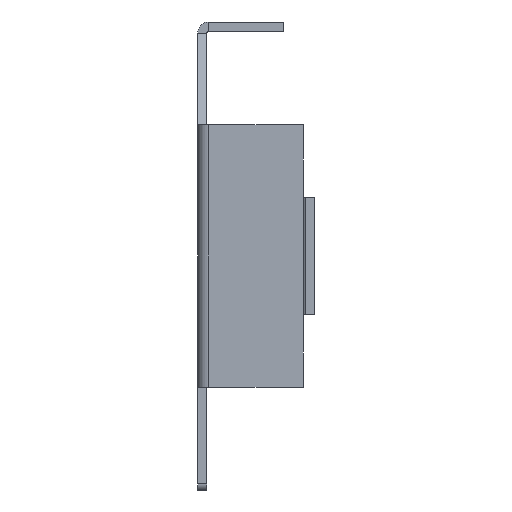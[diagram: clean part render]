
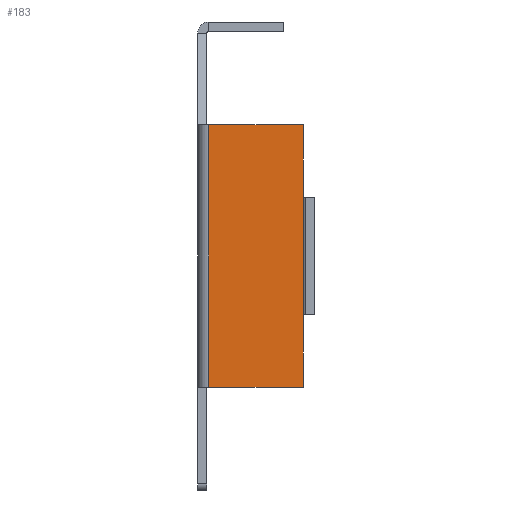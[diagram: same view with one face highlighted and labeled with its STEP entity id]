
A CAD part, left-side view. The second image highlights one B-rep face of the part: STEP entity #183.
In plain terms, the highlighted planar face has unit normal (-1, 0, 0).
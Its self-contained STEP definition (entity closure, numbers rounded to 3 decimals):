
#69 = DIRECTION ( 'NONE',  ( 0., 0., -1. ) ) ;
#183 = ADVANCED_FACE ( 'NONE', ( #984 ), #615, .T. ) ;
#202 = CARTESIAN_POINT ( 'NONE',  ( -6.6, 0.3, 3.565 ) ) ;
#258 = LINE ( 'NONE', #2811, #2282 ) ;
#402 = EDGE_CURVE ( 'NONE', #2720, #2740, #547, .T. ) ;
#495 = EDGE_CURVE ( 'NONE', #1478, #2720, #1519, .T. ) ;
#519 = CARTESIAN_POINT ( 'NONE',  ( -6.6, 0.3, 3.565 ) ) ;
#547 = LINE ( 'NONE', #2283, #2060 ) ;
#615 = PLANE ( 'NONE',  #1640 ) ;
#647 = CARTESIAN_POINT ( 'NONE',  ( -6.6, 0., 0. ) ) ;
#694 = EDGE_CURVE ( 'NONE', #2293, #726, #2292, .T. ) ;
#726 = VERTEX_POINT ( 'NONE', #842 ) ;
#842 = CARTESIAN_POINT ( 'NONE',  ( -6.6, 2.87, -3.565 ) ) ;
#984 = FACE_OUTER_BOUND ( 'NONE', #1261, .T. ) ;
#1085 = DIRECTION ( 'NONE',  ( -1., 0., 0. ) ) ;
#1261 = EDGE_LOOP ( 'NONE', ( #1353, #1618, #1894, #1960, #2295, #1857 ) ) ;
#1281 = DIRECTION ( 'NONE',  ( 0., -1., 0. ) ) ;
#1339 = CARTESIAN_POINT ( 'NONE',  ( -6.6, 2.87, 0. ) ) ;
#1353 = ORIENTED_EDGE ( 'NONE', *, *, #694, .F. ) ;
#1433 = VECTOR ( 'NONE', #69, 1000. ) ;
#1478 = VERTEX_POINT ( 'NONE', #202 ) ;
#1480 = CARTESIAN_POINT ( 'NONE',  ( -6.6, 0.3, 3.565 ) ) ;
#1519 = LINE ( 'NONE', #1480, #2716 ) ;
#1618 = ORIENTED_EDGE ( 'NONE', *, *, #2759, .F. ) ;
#1632 = CARTESIAN_POINT ( 'NONE',  ( -6.6, 0.3, 1.59 ) ) ;
#1640 = AXIS2_PLACEMENT_3D ( 'NONE', #647, #1085, #1975 ) ;
#1824 = EDGE_CURVE ( 'NONE', #2725, #726, #2837, .T. ) ;
#1857 = ORIENTED_EDGE ( 'NONE', *, *, #1824, .T. ) ;
#1894 = ORIENTED_EDGE ( 'NONE', *, *, #402, .F. ) ;
#1957 = EDGE_CURVE ( 'NONE', #2725, #1478, #258, .T. ) ;
#1960 = ORIENTED_EDGE ( 'NONE', *, *, #495, .F. ) ;
#1974 = VECTOR ( 'NONE', #2238, 1000. ) ;
#1975 = DIRECTION ( 'NONE',  ( 0., -1., 0. ) ) ;
#2047 = LINE ( 'NONE', #519, #1433 ) ;
#2060 = VECTOR ( 'NONE', #2318, 1000. ) ;
#2072 = CARTESIAN_POINT ( 'NONE',  ( -6.6, 0.3, -1.59 ) ) ;
#2220 = DIRECTION ( 'NONE',  ( 0., 1., 0. ) ) ;
#2238 = DIRECTION ( 'NONE',  ( 0., 0., -1. ) ) ;
#2282 = VECTOR ( 'NONE', #1281, 1000. ) ;
#2283 = CARTESIAN_POINT ( 'NONE',  ( -6.6, 0.3, 3.565 ) ) ;
#2292 = LINE ( 'NONE', #2802, #2511 ) ;
#2293 = VERTEX_POINT ( 'NONE', #2784 ) ;
#2295 = ORIENTED_EDGE ( 'NONE', *, *, #1957, .F. ) ;
#2318 = DIRECTION ( 'NONE',  ( 0., 0., -1. ) ) ;
#2511 = VECTOR ( 'NONE', #2220, 1000. ) ;
#2543 = DIRECTION ( 'NONE',  ( 0., 0., -1. ) ) ;
#2697 = CARTESIAN_POINT ( 'NONE',  ( -6.6, 2.87, 3.565 ) ) ;
#2716 = VECTOR ( 'NONE', #2543, 1000. ) ;
#2720 = VERTEX_POINT ( 'NONE', #1632 ) ;
#2725 = VERTEX_POINT ( 'NONE', #2697 ) ;
#2740 = VERTEX_POINT ( 'NONE', #2072 ) ;
#2759 = EDGE_CURVE ( 'NONE', #2740, #2293, #2047, .T. ) ;
#2784 = CARTESIAN_POINT ( 'NONE',  ( -6.6, 0.3, -3.565 ) ) ;
#2802 = CARTESIAN_POINT ( 'NONE',  ( -6.6, 2.92, -3.565 ) ) ;
#2811 = CARTESIAN_POINT ( 'NONE',  ( -6.6, 0., 3.565 ) ) ;
#2837 = LINE ( 'NONE', #1339, #1974 ) ;
